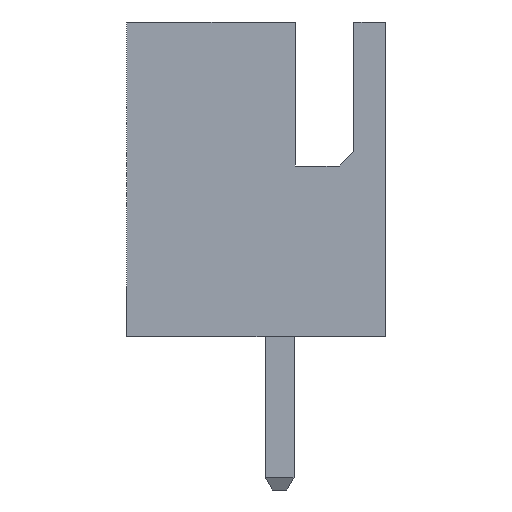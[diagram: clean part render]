
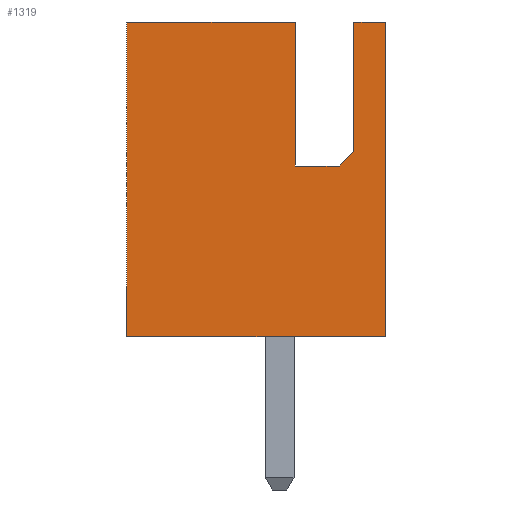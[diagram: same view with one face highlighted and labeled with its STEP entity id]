
A CAD part, left-side view. The second image highlights one B-rep face of the part: STEP entity #1319.
In plain terms, the highlighted planar face has unit normal (-1, 0, 0).
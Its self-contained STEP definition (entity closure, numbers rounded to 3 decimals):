
#1319=ADVANCED_FACE('',(#2414),#2416,.T.);
#2414=FACE_BOUND('',#2415,.T.);
#2415=EDGE_LOOP('',(#3330,#3331,#3332,#3333,#3334,#3335,#3336,#3337,#3338));
#2416=PLANE('',#2417);
#2417=AXIS2_PLACEMENT_3D('',#2418,#2419,#2420);
#2418=CARTESIAN_POINT('',(-37.55,3.4,0.));
#2419=DIRECTION('',(-1.,0.,0.));
#2420=DIRECTION('',(0.,-1.,0.));
#3330=ORIENTED_EDGE('',*,*,#3878,.T.);
#3331=ORIENTED_EDGE('',*,*,#3879,.T.);
#3332=ORIENTED_EDGE('',*,*,#3880,.F.);
#3333=ORIENTED_EDGE('',*,*,#3790,.F.);
#3334=ORIENTED_EDGE('',*,*,#3814,.T.);
#3335=ORIENTED_EDGE('',*,*,#3864,.T.);
#3336=ORIENTED_EDGE('',*,*,#3881,.F.);
#3337=ORIENTED_EDGE('',*,*,#3882,.T.);
#3338=ORIENTED_EDGE('',*,*,#3883,.T.);
#3790=EDGE_CURVE('',#4358,#4360,#4361,.T.);
#3814=EDGE_CURVE('',#4358,#4391,#4393,.T.);
#3864=EDGE_CURVE('',#4391,#4461,#4463,.T.);
#3878=EDGE_CURVE('',#4477,#4478,#4479,.F.);
#3879=EDGE_CURVE('',#4478,#4480,#4481,.F.);
#3880=EDGE_CURVE('',#4360,#4480,#4482,.T.);
#3881=EDGE_CURVE('',#4483,#4461,#4484,.T.);
#3882=EDGE_CURVE('',#4483,#4485,#4486,.F.);
#3883=EDGE_CURVE('',#4485,#4477,#4487,.F.);
#4358=VERTEX_POINT('',#5413);
#4360=VERTEX_POINT('',#5417);
#4361=LINE('',#5418,#5419);
#4391=VERTEX_POINT('',#5494);
#4393=LINE('',#5498,#5499);
#4461=VERTEX_POINT('',#5664);
#4463=LINE('',#5668,#5669);
#4477=VERTEX_POINT('',#5710);
#4478=VERTEX_POINT('',#5711);
#4479=LINE('',#5712,#5713);
#4480=VERTEX_POINT('',#5715);
#4481=LINE('',#5716,#5717);
#4482=LINE('',#5719,#5720);
#4483=VERTEX_POINT('',#5722);
#4484=LINE('',#5723,#5724);
#4485=VERTEX_POINT('',#5726);
#4486=LINE('',#5727,#5728);
#4487=LINE('',#5730,#5731);
#5413=CARTESIAN_POINT('',(-37.55,3.4,0.));
#5417=CARTESIAN_POINT('',(-37.55,3.4,7.));
#5418=CARTESIAN_POINT('',(-37.55,3.4,0.));
#5419=VECTOR('',#5420,1.);
#5420=DIRECTION('',(0.,0.,1.));
#5494=CARTESIAN_POINT('',(-37.55,-2.35,0.));
#5498=CARTESIAN_POINT('',(-37.55,3.4,0.));
#5499=VECTOR('',#5500,1.);
#5500=DIRECTION('',(0.,-1.,0.));
#5664=CARTESIAN_POINT('',(-37.55,-2.35,7.));
#5668=CARTESIAN_POINT('',(-37.55,-2.35,0.));
#5669=VECTOR('',#5670,1.);
#5670=DIRECTION('',(0.,0.,1.));
#5710=CARTESIAN_POINT('',(-37.55,-1.325,3.8));
#5711=CARTESIAN_POINT('',(-37.55,-0.35,3.8));
#5712=CARTESIAN_POINT('',(-37.55,-0.35,3.8));
#5713=VECTOR('',#5714,1.);
#5714=DIRECTION('',(0.,-1.,0.));
#5715=CARTESIAN_POINT('',(-37.55,-0.35,7.));
#5716=CARTESIAN_POINT('',(-37.55,-0.35,7.));
#5717=VECTOR('',#5718,1.);
#5718=DIRECTION('',(0.,0.,-1.));
#5719=CARTESIAN_POINT('',(-37.55,3.4,7.));
#5720=VECTOR('',#5721,1.);
#5721=DIRECTION('',(0.,-1.,0.));
#5722=CARTESIAN_POINT('',(-37.55,-1.65,7.));
#5723=CARTESIAN_POINT('',(-37.55,-1.65,7.));
#5724=VECTOR('',#5725,1.);
#5725=DIRECTION('',(0.,-1.,0.));
#5726=CARTESIAN_POINT('',(-37.55,-1.65,4.125));
#5727=CARTESIAN_POINT('',(-37.55,-1.65,4.125));
#5728=VECTOR('',#5729,1.);
#5729=DIRECTION('',(0.,0.,1.));
#5730=CARTESIAN_POINT('',(-37.55,-1.325,3.8));
#5731=VECTOR('',#5732,1.);
#5732=DIRECTION('',(0.,-0.707,0.707));
